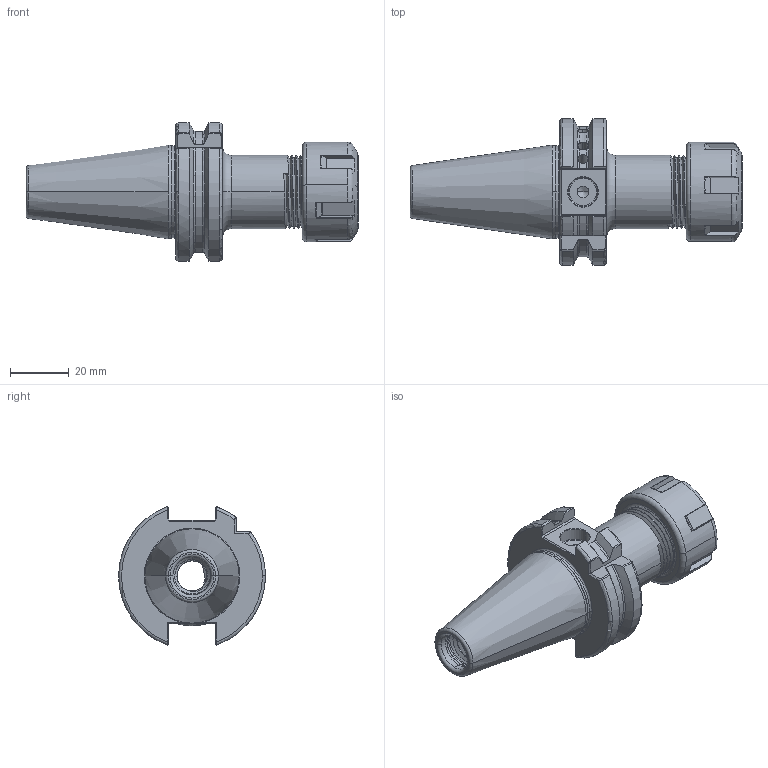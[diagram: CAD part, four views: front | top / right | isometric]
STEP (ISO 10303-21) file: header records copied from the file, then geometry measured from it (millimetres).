
FILE_DESCRIPTION (( 'STEP AP203' ), '1' );
FILE_NAME ('302.02.13.STEP', '2016-07-16T01:57:52', ( '' ), ( '' ), 'SwSTEP 2.0', 'SolidWorks 2012', '' );
FILE_SCHEMA (( 'CONFIG_CONTROL_DESIGN' ));
Length unit declared in the file: millimetre
Products named in the file (3): 302.02.13; 2-01.100.0200190C7_ER20螺帽(六溝)
Assembly tree (2 placements, depth 2):
  302.02.13
    302.02.13
    2-01.100.0200190C7_ER20螺帽(六溝)
Bounding box: 113.04 x 50 x 47.05 mm (x, y, z)
Volume: 63626.9 mm3; surface area: 25407.5 mm2
Topology: 2 solids, 2 shells, 385 faces, 1030 edges, 642 vertices
Faces by surface type: cylinder 140, plane 93, torus 59, bspline 57, cone 36
Entity records: 25068 total; most frequent: CARTESIAN_POINT 16385, ORIENTED_EDGE 2040, DIRECTION 1438, EDGE_CURVE 1020, VERTEX_POINT 642, AXIS2_PLACEMENT_3D 559, EDGE_LOOP 392, ADVANCED_FACE 385
